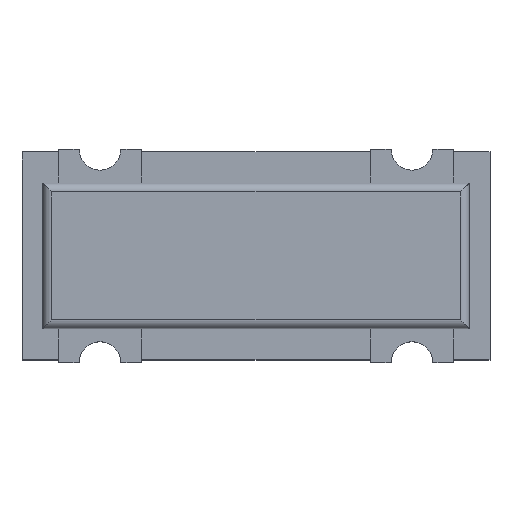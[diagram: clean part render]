
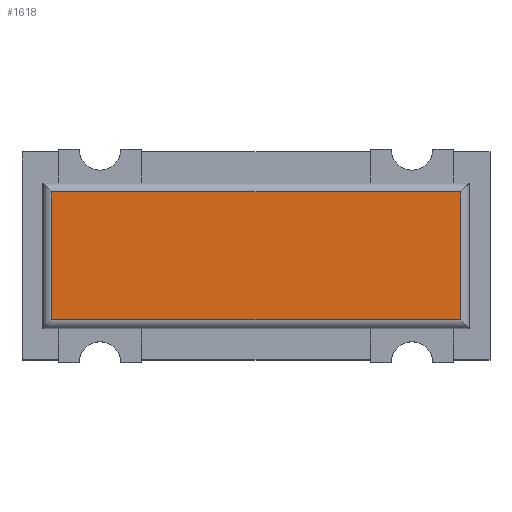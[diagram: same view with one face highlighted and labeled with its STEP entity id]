
A CAD part, top view. The second image highlights one B-rep face of the part: STEP entity #1618.
In plain terms, the highlighted planar face has unit normal (0, 0, 1).
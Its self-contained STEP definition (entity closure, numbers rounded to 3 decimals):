
#976 = VERTEX_POINT('',#977);
#977 = CARTESIAN_POINT('',(-1.964,-0.614,1.));
#984 = EDGE_CURVE('',#976,#985,#987,.T.);
#985 = VERTEX_POINT('',#986);
#986 = CARTESIAN_POINT('',(1.964,-0.614,1.));
#987 = LINE('',#988,#989);
#988 = CARTESIAN_POINT('',(-2.05,-0.614,1.));
#989 = VECTOR('',#990,1.);
#990 = DIRECTION('',(1.,0.,0.));
#1573 = EDGE_CURVE('',#985,#1574,#1576,.T.);
#1574 = VERTEX_POINT('',#1575);
#1575 = CARTESIAN_POINT('',(1.964,0.614,1.));
#1576 = LINE('',#1577,#1578);
#1577 = CARTESIAN_POINT('',(1.964,-0.7,1.));
#1578 = VECTOR('',#1579,1.);
#1579 = DIRECTION('',(0.,1.,0.));
#1598 = VERTEX_POINT('',#1599);
#1599 = CARTESIAN_POINT('',(-1.964,0.614,1.));
#1606 = EDGE_CURVE('',#1598,#976,#1607,.T.);
#1607 = LINE('',#1608,#1609);
#1608 = CARTESIAN_POINT('',(-1.964,0.7,1.));
#1609 = VECTOR('',#1610,1.);
#1610 = DIRECTION('',(0.,-1.,0.));
#1618 = ADVANCED_FACE('',(#1619),#1630,.T.);
#1619 = FACE_BOUND('',#1620,.T.);
#1620 = EDGE_LOOP('',(#1621,#1622,#1623,#1629));
#1621 = ORIENTED_EDGE('',*,*,#984,.T.);
#1622 = ORIENTED_EDGE('',*,*,#1573,.T.);
#1623 = ORIENTED_EDGE('',*,*,#1624,.T.);
#1624 = EDGE_CURVE('',#1574,#1598,#1625,.T.);
#1625 = LINE('',#1626,#1627);
#1626 = CARTESIAN_POINT('',(2.05,0.614,1.));
#1627 = VECTOR('',#1628,1.);
#1628 = DIRECTION('',(-1.,0.,0.));
#1629 = ORIENTED_EDGE('',*,*,#1606,.T.);
#1630 = PLANE('',#1631);
#1631 = AXIS2_PLACEMENT_3D('',#1632,#1633,#1634);
#1632 = CARTESIAN_POINT('',(0.,0.,1.));
#1633 = DIRECTION('',(0.,0.,1.));
#1634 = DIRECTION('',(1.,0.,0.));
